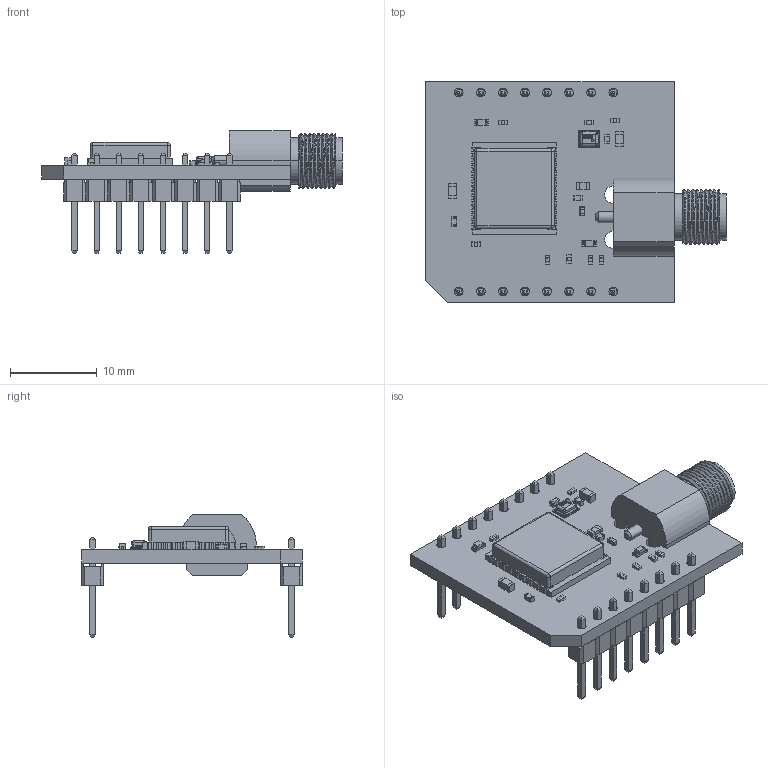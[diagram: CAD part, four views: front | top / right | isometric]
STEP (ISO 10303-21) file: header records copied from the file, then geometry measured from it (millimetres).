
FILE_DESCRIPTION (( 'STEP AP214' ), '1' );
FILE_NAME ('MTi 1-s DK GNSS.STEP', '2018-04-11T11:04:39', ( '' ), ( '' ), 'SwSTEP 2.0', 'SolidWorks 2011', '' );
FILE_SCHEMA (( 'AUTOMOTIVE_DESIGN' ));
Length unit declared in the file: millimetre
Products named in the file (40): 2pin, 2.54mm, DIP, single row; SW3dPS-LED SMD0603-4; C104GNSS_; User Library-BST-BMP280; P101GNSS_; DS100GNSS_-subassembly-1; DS101GNSS_; SW3dPS-LED SMD0603; RES0402; R100GNSS_; U100GNSS_; R101GNSS_; SMA-J-P-H-ST-EM3; DS101GNSS_-subassembly-1; DS100GNSS_; SW3dPS-LED SMD0603-2; C105GNSS_; C101GNSS_; R103GNSS_; E100GNSS_; C100GNSS_; SW3dPS-LED SMD0603-3; C102GNSS_; Cap_0603; MTi 1-s DK GNSS; BoardGNSS_; MAX-8; C103GNSS_; SW3dPS-LED SMD0603-1; Cap_0402; S100GNSS_; R106GNSS_; R107GNSS_; R104GNSS_; R105GNSS_; RES0603; R102GNSS_; User Library-cap_0402; P100GNSS_; L100GNSS_
Assembly tree (61 placements, depth 4):
  MTi 1-s DK GNSS
    R107GNSS_
      RES0402
    U100GNSS_
      MAX-8
    R100GNSS_
      RES0402
    C105GNSS_
      Cap_0402
    C104GNSS_
      Cap_0402
    R106GNSS_
      RES0402
    R103GNSS_
      RES0402
    R102GNSS_
      RES0402
    R101GNSS_
      RES0402
    DS101GNSS_
      DS101GNSS_-subassembly-1
        SW3dPS-LED SMD0603
        SW3dPS-LED SMD0603-4
        SW3dPS-LED SMD0603-1
        SW3dPS-LED SMD0603-3
        SW3dPS-LED SMD0603-2
    R104GNSS_
      RES0603
    C103GNSS_
      Cap_0603
    S100GNSS_
      User Library-BST-BMP280
    L100GNSS_
      User Library-cap_0402
    C102GNSS_
      Cap_0402
    C101GNSS_
      Cap_0603
    C100GNSS_
      Cap_0402
    BoardGNSS_
    R105GNSS_
      RES0402
    P100GNSS_
      2pin, 2.54mm, DIP, single row  x4
    E100GNSS_
      SMA-J-P-H-ST-EM3
    DS100GNSS_
      DS100GNSS_-subassembly-1
        SW3dPS-LED SMD0603-3
        SW3dPS-LED SMD0603-2
        SW3dPS-LED SMD0603-1
        SW3dPS-LED SMD0603-4
        SW3dPS-LED SMD0603
    P101GNSS_
      2pin, 2.54mm, DIP, single row  x4
Bounding box: 34.6 x 25.4 x 14.13 mm (x, y, z)
Volume: 2065.1 mm3; surface area: 3572.7 mm2
Topology: 37 solids, 37 shells, 1986 faces, 4873 edges, 2784 vertices
Faces by surface type: plane 1133, cylinder 549, sphere 236, bspline 66, cone 2
Entity records: 35264 total; most frequent: CARTESIAN_POINT 9769, ORIENTED_EDGE 4598, DIRECTION 4428, EDGE_CURVE 2299, LINE 1644, VECTOR 1644, VERTEX_POINT 1436, AXIS2_PLACEMENT_3D 1392
